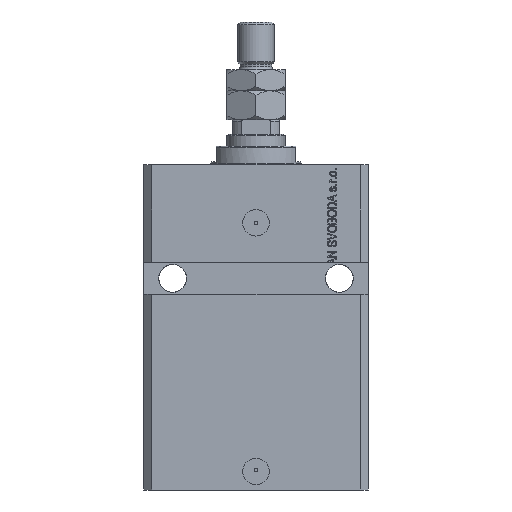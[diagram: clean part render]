
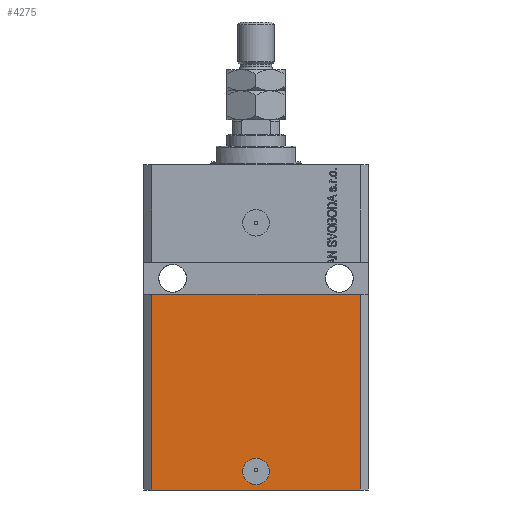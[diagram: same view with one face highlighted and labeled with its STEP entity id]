
A CAD part, front view. The second image highlights one B-rep face of the part: STEP entity #4275.
In plain terms, the highlighted planar face has unit normal (0, -1, 0).
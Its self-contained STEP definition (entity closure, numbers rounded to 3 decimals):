
#187 = CARTESIAN_POINT ( 'NONE',  ( -39.5, -31.5, -49. ) ) ;
#349 = VERTEX_POINT ( 'NONE', #37880 ) ;
#1541 = AXIS2_PLACEMENT_3D ( 'NONE', #43597, #25516, #22228 ) ;
#2347 = CARTESIAN_POINT ( 'NONE',  ( -39.5, -31.5, -123. ) ) ;
#2578 = FACE_BOUND ( 'NONE', #5989, .T. ) ;
#3082 = CARTESIAN_POINT ( 'NONE',  ( 39.5, -31.5, -123. ) ) ;
#3316 = CARTESIAN_POINT ( 'NONE',  ( 39.5, -31.5, -49. ) ) ;
#3907 = VERTEX_POINT ( 'NONE', #3316 ) ;
#4275 = ADVANCED_FACE ( 'NONE', ( #2578, #13360 ), #20175, .T. ) ;
#4444 = VECTOR ( 'NONE', #30206, 1000. ) ;
#4742 = DIRECTION ( 'NONE',  ( 1., 0., 0. ) ) ;
#5648 = DIRECTION ( 'NONE',  ( 1., 0., 0. ) ) ;
#5989 = EDGE_LOOP ( 'NONE', ( #42986, #40105 ) ) ;
#6317 = DIRECTION ( 'NONE',  ( 0., 0., -1. ) ) ;
#6656 = EDGE_CURVE ( 'NONE', #12020, #12996, #45418, .T. ) ;
#8298 = ORIENTED_EDGE ( 'NONE', *, *, #26466, .T. ) ;
#9154 = CARTESIAN_POINT ( 'NONE',  ( 0., -31.5, -116. ) ) ;
#9874 = ORIENTED_EDGE ( 'NONE', *, *, #15386, .T. ) ;
#12020 = VERTEX_POINT ( 'NONE', #36383 ) ;
#12122 = CARTESIAN_POINT ( 'NONE',  ( -39.5, -31.5, -123. ) ) ;
#12996 = VERTEX_POINT ( 'NONE', #13022 ) ;
#13022 = CARTESIAN_POINT ( 'NONE',  ( 5., -31.5, -116. ) ) ;
#13360 = FACE_OUTER_BOUND ( 'NONE', #36771, .T. ) ;
#14716 = CARTESIAN_POINT ( 'NONE',  ( 39.5, -31.5, -123. ) ) ;
#15067 = EDGE_CURVE ( 'NONE', #42385, #3907, #17398, .T. ) ;
#15386 = EDGE_CURVE ( 'NONE', #44943, #3907, #32559, .T. ) ;
#16771 = VECTOR ( 'NONE', #29048, 1000. ) ;
#16899 = DIRECTION ( 'NONE',  ( 0., -1., 0. ) ) ;
#17041 = VECTOR ( 'NONE', #4742, 1000. ) ;
#17230 = CIRCLE ( 'NONE', #1541, 5. ) ;
#17398 = LINE ( 'NONE', #35036, #38532 ) ;
#19292 = CARTESIAN_POINT ( 'NONE',  ( -39.5, -31.5, -123. ) ) ;
#20175 = PLANE ( 'NONE',  #45348 ) ;
#22228 = DIRECTION ( 'NONE',  ( 1., 0., 0. ) ) ;
#22581 = LINE ( 'NONE', #19292, #17041 ) ;
#25516 = DIRECTION ( 'NONE',  ( 0., -1., 0. ) ) ;
#26466 = EDGE_CURVE ( 'NONE', #349, #44943, #22581, .T. ) ;
#26688 = AXIS2_PLACEMENT_3D ( 'NONE', #9154, #16899, #5648 ) ;
#28459 = DIRECTION ( 'NONE',  ( 1., 0., 0. ) ) ;
#29048 = DIRECTION ( 'NONE',  ( 0., 0., 1. ) ) ;
#30206 = DIRECTION ( 'NONE',  ( 0., 0., 1. ) ) ;
#31307 = EDGE_CURVE ( 'NONE', #349, #42385, #44289, .T. ) ;
#32041 = ORIENTED_EDGE ( 'NONE', *, *, #31307, .F. ) ;
#32559 = LINE ( 'NONE', #14716, #16771 ) ;
#34500 = DIRECTION ( 'NONE',  ( 0., -1., 0. ) ) ;
#35036 = CARTESIAN_POINT ( 'NONE',  ( -42.5, -31.5, -49. ) ) ;
#36241 = EDGE_CURVE ( 'NONE', #12996, #12020, #17230, .T. ) ;
#36383 = CARTESIAN_POINT ( 'NONE',  ( -5., -31.5, -116. ) ) ;
#36771 = EDGE_LOOP ( 'NONE', ( #43746, #32041, #8298, #9874 ) ) ;
#37880 = CARTESIAN_POINT ( 'NONE',  ( -39.5, -31.5, -123. ) ) ;
#38532 = VECTOR ( 'NONE', #28459, 1000. ) ;
#40105 = ORIENTED_EDGE ( 'NONE', *, *, #6656, .F. ) ;
#42385 = VERTEX_POINT ( 'NONE', #187 ) ;
#42986 = ORIENTED_EDGE ( 'NONE', *, *, #36241, .F. ) ;
#43597 = CARTESIAN_POINT ( 'NONE',  ( 0., -31.5, -116. ) ) ;
#43746 = ORIENTED_EDGE ( 'NONE', *, *, #15067, .F. ) ;
#44289 = LINE ( 'NONE', #12122, #4444 ) ;
#44943 = VERTEX_POINT ( 'NONE', #3082 ) ;
#45348 = AXIS2_PLACEMENT_3D ( 'NONE', #2347, #34500, #6317 ) ;
#45418 = CIRCLE ( 'NONE', #26688, 5. ) ;
